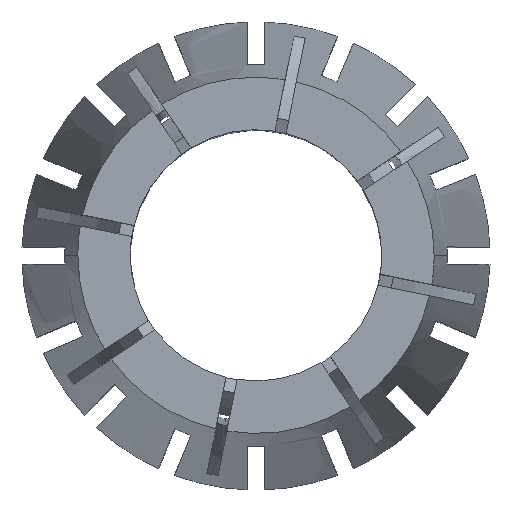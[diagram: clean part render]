
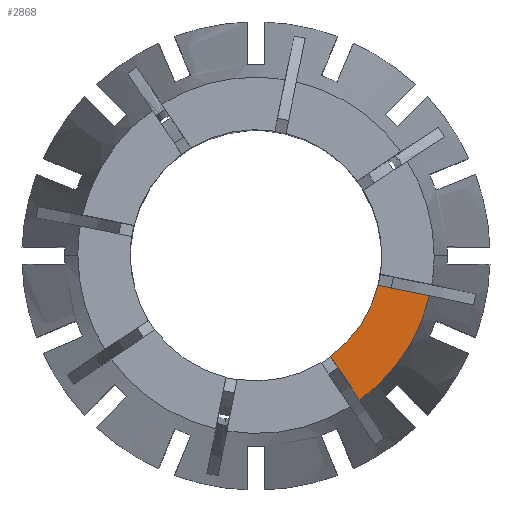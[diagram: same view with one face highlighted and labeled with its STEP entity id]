
A CAD part, top view. The second image highlights one B-rep face of the part: STEP entity #2868.
In plain terms, the highlighted planar face has unit normal (0, 0, 1).
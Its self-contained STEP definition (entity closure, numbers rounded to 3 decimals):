
#101 = FACE_OUTER_BOUND ( 'NONE', #3484, .T. ) ;
#184 = CARTESIAN_POINT ( 'NONE',  ( 9.076, -12.683, 0. ) ) ;
#392 = DIRECTION ( 'NONE',  ( 0., 0., 1. ) ) ;
#434 = LINE ( 'NONE', #6913, #4596 ) ;
#575 = DIRECTION ( 'NONE',  ( 0., 0., 1. ) ) ;
#1159 = VERTEX_POINT ( 'NONE', #184 ) ;
#1302 = EDGE_CURVE ( 'NONE', #6679, #4413, #434, .T. ) ;
#1313 = CARTESIAN_POINT ( 'NONE',  ( 10.68, -2.634, 0. ) ) ;
#1321 = CARTESIAN_POINT ( 'NONE',  ( 15.19, -3.531, 0. ) ) ;
#1469 = EDGE_CURVE ( 'NONE', #1159, #4488, #6410, .T. ) ;
#1989 = DIRECTION ( 'NONE',  ( -0.981, 0.195, 0. ) ) ;
#2176 = PLANE ( 'NONE',  #5253 ) ;
#2335 = ORIENTED_EDGE ( 'NONE', *, *, #3114, .T. ) ;
#2739 = CARTESIAN_POINT ( 'NONE',  ( 0., 0., 0. ) ) ;
#2868 = ADVANCED_FACE ( 'NONE', ( #101 ), #2176, .F. ) ;
#3114 = EDGE_CURVE ( 'NONE', #1159, #6679, #3975, .T. ) ;
#3484 = EDGE_LOOP ( 'NONE', ( #2335, #5401, #6634, #5107 ) ) ;
#3974 = EDGE_CURVE ( 'NONE', #4488, #4413, #6906, .T. ) ;
#3975 = CIRCLE ( 'NONE', #6502, 15.595 ) ;
#4127 = CARTESIAN_POINT ( 'NONE',  ( 6.521, -8.859, 0. ) ) ;
#4413 = VERTEX_POINT ( 'NONE', #1313 ) ;
#4488 = VERTEX_POINT ( 'NONE', #4127 ) ;
#4596 = VECTOR ( 'NONE', #1989, 1000. ) ;
#4743 = AXIS2_PLACEMENT_3D ( 'NONE', #4828, #392, #6513 ) ;
#4828 = CARTESIAN_POINT ( 'NONE',  ( 0., 0., 0. ) ) ;
#4974 = DIRECTION ( 'NONE',  ( 1., 0., 0. ) ) ;
#5002 = DIRECTION ( 'NONE',  ( -1., 0., 0. ) ) ;
#5107 = ORIENTED_EDGE ( 'NONE', *, *, #1469, .F. ) ;
#5253 = AXIS2_PLACEMENT_3D ( 'NONE', #2739, #5535, #5002 ) ;
#5401 = ORIENTED_EDGE ( 'NONE', *, *, #1302, .T. ) ;
#5510 = CARTESIAN_POINT ( 'NONE',  ( 0., 0., 0. ) ) ;
#5535 = DIRECTION ( 'NONE',  ( 0., 0., -1. ) ) ;
#5669 = DIRECTION ( 'NONE',  ( -0.556, 0.831, 0. ) ) ;
#5970 = VECTOR ( 'NONE', #5669, 1000. ) ;
#6291 = CARTESIAN_POINT ( 'NONE',  ( 0.416, 0.278, 0. ) ) ;
#6410 = LINE ( 'NONE', #6291, #5970 ) ;
#6502 = AXIS2_PLACEMENT_3D ( 'NONE', #5510, #575, #4974 ) ;
#6513 = DIRECTION ( 'NONE',  ( 1., 0., 0. ) ) ;
#6634 = ORIENTED_EDGE ( 'NONE', *, *, #3974, .F. ) ;
#6679 = VERTEX_POINT ( 'NONE', #1321 ) ;
#6906 = CIRCLE ( 'NONE', #4743, 11. ) ;
#6913 = CARTESIAN_POINT ( 'NONE',  ( -0.098, -0.49, 0. ) ) ;
